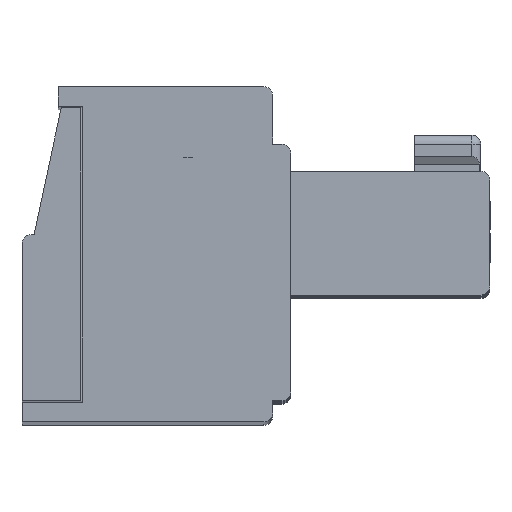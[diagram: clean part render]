
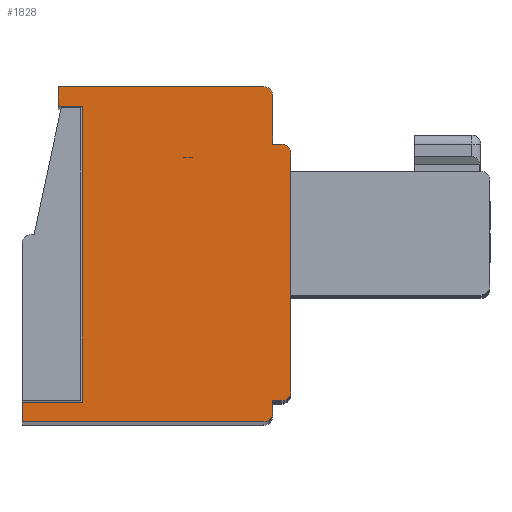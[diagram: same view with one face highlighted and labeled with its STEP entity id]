
A CAD part, top view. The second image highlights one B-rep face of the part: STEP entity #1828.
In plain terms, the highlighted planar face has unit normal (0, 0, 1).
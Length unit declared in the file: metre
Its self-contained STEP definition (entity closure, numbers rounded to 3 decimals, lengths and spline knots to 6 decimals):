
#1828=ADVANCED_FACE('',(#4948),#4949,.F.);
#4948=FACE_OUTER_BOUND('',#9539,.T.);
#4949=PLANE('',#9540);
#9539=EDGE_LOOP('',(#15043,#15044,#15045,#15046,#15047,#15048,#15049,#15050,#15051,#15052,#15053,#15054,#15055,#15056,#15057,#15058));
#9540=AXIS2_PLACEMENT_3D('',#15059,#15060,#15061);
#15043=ORIENTED_EDGE('',*,*,#27368,.F.);
#15044=ORIENTED_EDGE('',*,*,#27369,.T.);
#15045=ORIENTED_EDGE('',*,*,#27370,.T.);
#15046=ORIENTED_EDGE('',*,*,#27371,.T.);
#15047=ORIENTED_EDGE('',*,*,#27372,.T.);
#15048=ORIENTED_EDGE('',*,*,#27373,.T.);
#15049=ORIENTED_EDGE('',*,*,#27374,.T.);
#15050=ORIENTED_EDGE('',*,*,#27375,.T.);
#15051=ORIENTED_EDGE('',*,*,#27376,.F.);
#15052=ORIENTED_EDGE('',*,*,#27377,.T.);
#15053=ORIENTED_EDGE('',*,*,#27378,.T.);
#15054=ORIENTED_EDGE('',*,*,#27379,.T.);
#15055=ORIENTED_EDGE('',*,*,#27380,.T.);
#15056=ORIENTED_EDGE('',*,*,#27381,.T.);
#15057=ORIENTED_EDGE('',*,*,#27382,.T.);
#15058=ORIENTED_EDGE('',*,*,#27383,.T.);
#15059=CARTESIAN_POINT('',(0.013673,0.00851,0.058633));
#15060=DIRECTION('',(0.,0.,-1.0));
#15061=DIRECTION('',(0.0,-1.0,0.));
#27368=EDGE_CURVE('',#32908,#32909,#32910,.T.);
#27369=EDGE_CURVE('',#32908,#32911,#32912,.T.);
#27370=EDGE_CURVE('',#32911,#32913,#32914,.T.);
#27371=EDGE_CURVE('',#32913,#32915,#32916,.T.);
#27372=EDGE_CURVE('',#32915,#32917,#32918,.T.);
#27373=EDGE_CURVE('',#32917,#32919,#32920,.T.);
#27374=EDGE_CURVE('',#32919,#32921,#32922,.T.);
#27375=EDGE_CURVE('',#32921,#32923,#32924,.T.);
#27376=EDGE_CURVE('',#32925,#32923,#32926,.T.);
#27377=EDGE_CURVE('',#32925,#32927,#32928,.T.);
#27378=EDGE_CURVE('',#32927,#32929,#32930,.T.);
#27379=EDGE_CURVE('',#32929,#32931,#32932,.T.);
#27380=EDGE_CURVE('',#32931,#32933,#32934,.T.);
#27381=EDGE_CURVE('',#32933,#32935,#32936,.T.);
#27382=EDGE_CURVE('',#32935,#32937,#32938,.T.);
#27383=EDGE_CURVE('',#32937,#32909,#32939,.T.);
#32908=VERTEX_POINT('',#41145);
#32909=VERTEX_POINT('',#41146);
#32910=LINE('',#41147,#41148);
#32911=VERTEX_POINT('',#41149);
#32912=LINE('',#41150,#41151);
#32913=VERTEX_POINT('',#41152);
#32914=LINE('',#41153,#41154);
#32915=VERTEX_POINT('',#41155);
#32916=LINE('',#41156,#41157);
#32917=VERTEX_POINT('',#41158);
#32918=CIRCLE('',#41159,0.0003);
#32919=VERTEX_POINT('',#41160);
#32920=LINE('',#41161,#41162);
#32921=VERTEX_POINT('',#41163);
#32922=LINE('',#41164,#41165);
#32923=VERTEX_POINT('',#41166);
#32924=CIRCLE('',#41167,0.0003);
#32925=VERTEX_POINT('',#41168);
#32926=LINE('',#41169,#41170);
#32927=VERTEX_POINT('',#41171);
#32928=CIRCLE('',#41172,0.0003);
#32929=VERTEX_POINT('',#41173);
#32930=LINE('',#41174,#41175);
#32931=VERTEX_POINT('',#41176);
#32932=LINE('',#41177,#41178);
#32933=VERTEX_POINT('',#41179);
#32934=CIRCLE('',#41180,0.0003);
#32935=VERTEX_POINT('',#41181);
#32936=LINE('',#41182,#41183);
#32937=VERTEX_POINT('',#41184);
#32938=LINE('',#41185,#41186);
#32939=LINE('',#41187,#41188);
#41145=CARTESIAN_POINT('',(0.000473,0.00116,0.058633));
#41146=CARTESIAN_POINT('',(0.000473,0.01096,0.058633));
#41147=CARTESIAN_POINT('',(0.000473,0.00116,0.058633));
#41148=VECTOR('',#51018,1.0);
#41149=CARTESIAN_POINT('',(-0.001527,0.00116,0.058633));
#41150=CARTESIAN_POINT('',(0.013673,0.00116,0.058633));
#41151=VECTOR('',#51019,1.0);
#41152=CARTESIAN_POINT('',(-0.001527,0.00051,0.058633));
#41153=CARTESIAN_POINT('',(-0.001527,0.00851,0.058633));
#41154=VECTOR('',#51020,1.0);
#41155=CARTESIAN_POINT('',(0.006473,0.00051,0.058633));
#41156=CARTESIAN_POINT('',(0.013673,0.00051,0.058633));
#41157=VECTOR('',#51021,1.0);
#41158=CARTESIAN_POINT('',(0.006773,0.00081,0.058633));
#41159=AXIS2_PLACEMENT_3D('',#51022,#51023,#51024);
#41160=CARTESIAN_POINT('',(0.006773,0.00121,0.058633));
#41161=CARTESIAN_POINT('',(0.006773,0.00851,0.058633));
#41162=VECTOR('',#51025,1.0);
#41163=CARTESIAN_POINT('',(0.007073,0.00121,0.058633));
#41164=CARTESIAN_POINT('',(0.013673,0.00121,0.058633));
#41165=VECTOR('',#51026,1.0);
#41166=CARTESIAN_POINT('',(0.007373,0.00151,0.058633));
#41167=AXIS2_PLACEMENT_3D('',#51027,#51028,#51029);
#41168=CARTESIAN_POINT('',(0.007373,0.00941,0.058633));
#41169=CARTESIAN_POINT('',(0.007373,0.00941,0.058633));
#41170=VECTOR('',#51030,1.0);
#41171=CARTESIAN_POINT('',(0.007073,0.00971,0.058633));
#41172=AXIS2_PLACEMENT_3D('',#51031,#51032,#51033);
#41173=CARTESIAN_POINT('',(0.006773,0.00971,0.058633));
#41174=CARTESIAN_POINT('',(0.006773,0.00971,0.058633));
#41175=VECTOR('',#51034,1.0);
#41176=CARTESIAN_POINT('',(0.006773,0.01131,0.058633));
#41177=CARTESIAN_POINT('',(0.006773,0.00851,0.058633));
#41178=VECTOR('',#51035,1.0);
#41179=CARTESIAN_POINT('',(0.006473,0.01161,0.058633));
#41180=AXIS2_PLACEMENT_3D('',#51036,#51037,#51038);
#41181=CARTESIAN_POINT('',(-0.000327,0.01161,0.058633));
#41182=CARTESIAN_POINT('',(0.013673,0.01161,0.058633));
#41183=VECTOR('',#51039,1.0);
#41184=CARTESIAN_POINT('',(-0.000327,0.01096,0.058633));
#41185=CARTESIAN_POINT('',(-0.000327,0.00851,0.058633));
#41186=VECTOR('',#51040,1.0);
#41187=CARTESIAN_POINT('',(0.013673,0.01096,0.058633));
#41188=VECTOR('',#51041,1.0);
#51018=DIRECTION('',(0.,1.0,0.0));
#51019=DIRECTION('',(-1.0,0.,0.));
#51020=DIRECTION('',(0.,-1.0,0.));
#51021=DIRECTION('',(1.0,0.,0.));
#51022=CARTESIAN_POINT('',(0.006473,0.00081,0.058633));
#51023=DIRECTION('',(0.,0.,1.0));
#51024=DIRECTION('',(-1.0,0.,0.));
#51025=DIRECTION('',(0.,1.0,0.));
#51026=DIRECTION('',(1.0,0.,0.));
#51027=CARTESIAN_POINT('',(0.007073,0.00151,0.058633));
#51028=DIRECTION('',(0.,0.,1.0));
#51029=DIRECTION('',(-1.0,0.,0.));
#51030=DIRECTION('',(0.,-1.0,0.0));
#51031=CARTESIAN_POINT('',(0.007073,0.00941,0.058633));
#51032=DIRECTION('',(0.,0.,1.0));
#51033=DIRECTION('',(-1.0,0.0,0.));
#51034=DIRECTION('',(-1.0,0.,0.));
#51035=DIRECTION('',(0.,1.0,0.));
#51036=CARTESIAN_POINT('',(0.006473,0.01131,0.058633));
#51037=DIRECTION('',(0.,0.,1.0));
#51038=DIRECTION('',(-1.0,0.,0.));
#51039=DIRECTION('',(-1.0,0.,0.));
#51040=DIRECTION('',(0.,-1.0,0.));
#51041=DIRECTION('',(1.0,0.,0.));
